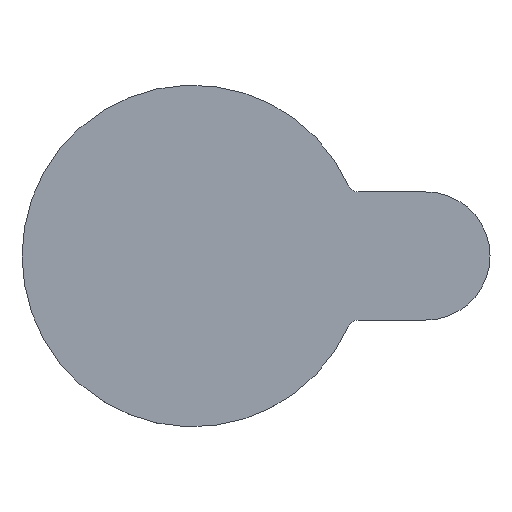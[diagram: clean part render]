
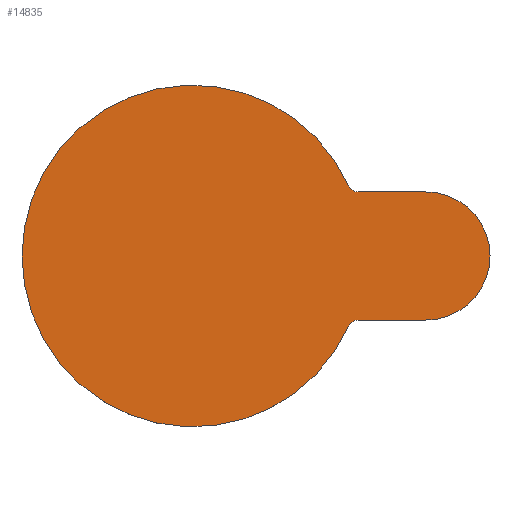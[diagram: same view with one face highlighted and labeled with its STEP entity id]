
A CAD part, top view. The second image highlights one B-rep face of the part: STEP entity #14835.
In plain terms, the highlighted planar face has unit normal (0, 0, 1).
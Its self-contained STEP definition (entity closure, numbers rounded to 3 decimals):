
#530 = CARTESIAN_POINT ( 'NONE',  ( 107.769, 49.441, 0.34 ) ) ;
#557 = CARTESIAN_POINT ( 'NONE',  ( 110.94, 55.941, 0.34 ) ) ;
#633 = DIRECTION ( 'NONE',  ( -1., 0., 0. ) ) ;
#735 = DIRECTION ( 'NONE',  ( -1., 0., 0. ) ) ;
#965 = DIRECTION ( 'NONE',  ( -1., 0., 0. ) ) ;
#1171 = AXIS2_PLACEMENT_3D ( 'NONE', #7270, #3348, #11130 ) ;
#1396 = CIRCLE ( 'NONE', #10450, 3. ) ;
#1752 = DIRECTION ( 'NONE',  ( -1., 0., 0. ) ) ;
#1994 = DIRECTION ( 'NONE',  ( 0., 0., 1. ) ) ;
#2452 = CARTESIAN_POINT ( 'NONE',  ( 107.314, 56.235, 0.34 ) ) ;
#2459 = ORIENTED_EDGE ( 'NONE', *, *, #12025, .F. ) ;
#2528 = AXIS2_PLACEMENT_3D ( 'NONE', #530, #7946, #6789 ) ;
#2542 = AXIS2_PLACEMENT_3D ( 'NONE', #14533, #3004, #1752 ) ;
#2546 = FACE_OUTER_BOUND ( 'NONE', #2648, .T. ) ;
#2575 = ORIENTED_EDGE ( 'NONE', *, *, #4224, .T. ) ;
#2648 = EDGE_LOOP ( 'NONE', ( #2459, #2661, #9818, #2575, #7764, #12198, #5897 ) ) ;
#2661 = ORIENTED_EDGE ( 'NONE', *, *, #12413, .F. ) ;
#2668 = VERTEX_POINT ( 'NONE', #9331 ) ;
#3004 = DIRECTION ( 'NONE',  ( 0., 0., 1. ) ) ;
#3148 = VERTEX_POINT ( 'NONE', #2452 ) ;
#3348 = DIRECTION ( 'NONE',  ( 0., 0., -1. ) ) ;
#3426 = VERTEX_POINT ( 'NONE', #557 ) ;
#3455 = DIRECTION ( 'NONE',  ( 0., 0., 1. ) ) ;
#3846 = AXIS2_PLACEMENT_3D ( 'NONE', #15989, #1994, #735 ) ;
#3928 = EDGE_CURVE ( 'NONE', #14845, #3148, #16538, .T. ) ;
#3952 = CARTESIAN_POINT ( 'NONE',  ( 107.769, 55.941, 0.34 ) ) ;
#4224 = EDGE_CURVE ( 'NONE', #2668, #3426, #5723, .T. ) ;
#4363 = DIRECTION ( 'NONE',  ( -1., 0., 0. ) ) ;
#4411 = VERTEX_POINT ( 'NONE', #12304 ) ;
#4533 = CARTESIAN_POINT ( 'NONE',  ( 110.94, 49.941, 0.34 ) ) ;
#4740 = CARTESIAN_POINT ( 'NONE',  ( 110.94, 52.941, 0.34 ) ) ;
#5376 = LINE ( 'NONE', #3952, #5848 ) ;
#5723 = CIRCLE ( 'NONE', #3846, 3. ) ;
#5848 = VECTOR ( 'NONE', #7767, 1000. ) ;
#5897 = ORIENTED_EDGE ( 'NONE', *, *, #3928, .F. ) ;
#6356 = VERTEX_POINT ( 'NONE', #12965 ) ;
#6789 = DIRECTION ( 'NONE',  ( -1., 0., 0. ) ) ;
#6837 = EDGE_CURVE ( 'NONE', #3148, #4411, #11187, .T. ) ;
#7059 = DIRECTION ( 'NONE',  ( 0., 0., 1. ) ) ;
#7136 = EDGE_CURVE ( 'NONE', #4411, #3426, #5376, .T. ) ;
#7270 = CARTESIAN_POINT ( 'NONE',  ( 100.023, 52.941, 0.34 ) ) ;
#7764 = ORIENTED_EDGE ( 'NONE', *, *, #7136, .F. ) ;
#7767 = DIRECTION ( 'NONE',  ( 1., 0., 0. ) ) ;
#7946 = DIRECTION ( 'NONE',  ( 0., 0., -1. ) ) ;
#8031 = CARTESIAN_POINT ( 'NONE',  ( 107.314, 49.647, 0.34 ) ) ;
#8158 = VERTEX_POINT ( 'NONE', #4533 ) ;
#8331 = LINE ( 'NONE', #15912, #8421 ) ;
#8421 = VECTOR ( 'NONE', #4363, 1000. ) ;
#9331 = CARTESIAN_POINT ( 'NONE',  ( 113.94, 52.941, 0.34 ) ) ;
#9818 = ORIENTED_EDGE ( 'NONE', *, *, #12726, .T. ) ;
#10450 = AXIS2_PLACEMENT_3D ( 'NONE', #4740, #3455, #965 ) ;
#10633 = PLANE ( 'NONE',  #2528 ) ;
#11130 = DIRECTION ( 'NONE',  ( -1., 0., 0. ) ) ;
#11187 = CIRCLE ( 'NONE', #12296, 0.5 ) ;
#11875 = CARTESIAN_POINT ( 'NONE',  ( 107.769, 56.441, 0.34 ) ) ;
#12025 = EDGE_CURVE ( 'NONE', #6356, #14845, #15165, .T. ) ;
#12198 = ORIENTED_EDGE ( 'NONE', *, *, #6837, .F. ) ;
#12296 = AXIS2_PLACEMENT_3D ( 'NONE', #11875, #7059, #633 ) ;
#12304 = CARTESIAN_POINT ( 'NONE',  ( 107.769, 55.941, 0.34 ) ) ;
#12413 = EDGE_CURVE ( 'NONE', #8158, #6356, #8331, .T. ) ;
#12726 = EDGE_CURVE ( 'NONE', #8158, #2668, #1396, .T. ) ;
#12965 = CARTESIAN_POINT ( 'NONE',  ( 107.769, 49.941, 0.34 ) ) ;
#14533 = CARTESIAN_POINT ( 'NONE',  ( 107.769, 49.441, 0.34 ) ) ;
#14835 = ADVANCED_FACE ( 'NONE', ( #2546 ), #10633, .F. ) ;
#14845 = VERTEX_POINT ( 'NONE', #8031 ) ;
#15165 = CIRCLE ( 'NONE', #2542, 0.5 ) ;
#15912 = CARTESIAN_POINT ( 'NONE',  ( 110.94, 49.941, 0.34 ) ) ;
#15989 = CARTESIAN_POINT ( 'NONE',  ( 110.94, 52.941, 0.34 ) ) ;
#16538 = CIRCLE ( 'NONE', #1171, 8. ) ;
